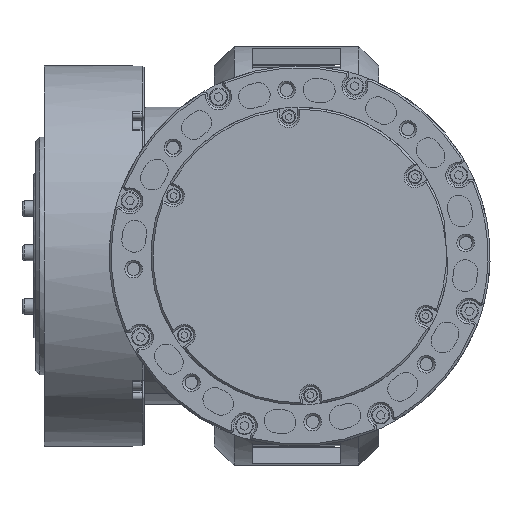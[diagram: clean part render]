
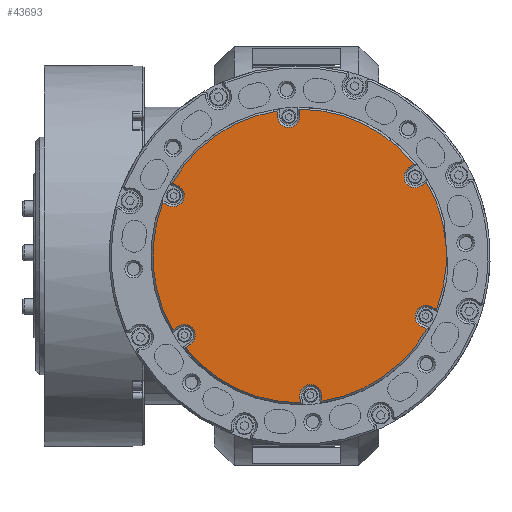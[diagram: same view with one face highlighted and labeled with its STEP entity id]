
A CAD part, front view. The second image highlights one B-rep face of the part: STEP entity #43693.
In plain terms, the highlighted planar face has unit normal (0, -1, 0).
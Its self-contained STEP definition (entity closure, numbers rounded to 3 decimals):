
#43464=CARTESIAN_POINT('',(87.116,-94.2,-2.942));
#43465=DIRECTION('',(0.,-1.,-0.));
#43466=DIRECTION('',(-0.078,-0.,0.997));
#43467=AXIS2_PLACEMENT_3D('',#43464,#43465,#43466);
#43468=PLANE('',#43467);
#43469=CARTESIAN_POINT('',(87.614,-94.2,-2.903));
#43470=VERTEX_POINT('',#43469);
#43471=CARTESIAN_POINT('',(90.013,-94.2,13.403));
#43472=VERTEX_POINT('',#43471);
#43473=CARTESIAN_POINT('',(124.5,-94.2,0.));
#43474=DIRECTION('',(-0.,1.,0.));
#43475=DIRECTION('',(-0.997,-0.,-0.078));
#43476=AXIS2_PLACEMENT_3D('',#43473,#43474,#43475);
#43477=CIRCLE('',#43476,37.);
#43478=EDGE_CURVE('',#43470,#43472,#43477,.T.);
#43479=ORIENTED_EDGE('',*,*,#43478,.F.);
#43480=CARTESIAN_POINT('',(92.534,-94.2,-18.633));
#43481=VERTEX_POINT('',#43480);
#43482=CARTESIAN_POINT('',(124.5,-94.2,0.));
#43483=DIRECTION('',(-0.,1.,0.));
#43484=DIRECTION('',(-0.997,-0.,-0.078));
#43485=AXIS2_PLACEMENT_3D('',#43482,#43483,#43484);
#43486=CIRCLE('',#43485,37.);
#43487=EDGE_CURVE('',#43481,#43470,#43486,.T.);
#43488=ORIENTED_EDGE('',*,*,#43487,.F.);
#43489=CARTESIAN_POINT('',(93.892,-94.2,-17.699));
#43490=VERTEX_POINT('',#43489);
#43491=CARTESIAN_POINT('',(93.892,-94.2,-17.699));
#43492=DIRECTION('',(-0.824,0.,-0.566));
#43493=VECTOR('',#43492,1.648);
#43494=LINE('',#43491,#43493);
#43495=EDGE_CURVE('',#43490,#43481,#43494,.T.);
#43496=ORIENTED_EDGE('',*,*,#43495,.F.);
#43497=CARTESIAN_POINT('',(97.007,-94.2,-22.232));
#43498=VERTEX_POINT('',#43497);
#43499=CARTESIAN_POINT('',(95.45,-94.2,-19.966));
#43500=DIRECTION('',(-0.,-1.,-0.));
#43501=DIRECTION('',(-0.078,-0.,0.997));
#43502=AXIS2_PLACEMENT_3D('',#43499,#43500,#43501);
#43503=CIRCLE('',#43502,2.75);
#43504=EDGE_CURVE('',#43498,#43490,#43503,.T.);
#43505=ORIENTED_EDGE('',*,*,#43504,.F.);
#43506=CARTESIAN_POINT('',(95.649,-94.2,-23.165));
#43507=VERTEX_POINT('',#43506);
#43508=CARTESIAN_POINT('',(95.649,-94.2,-23.165));
#43509=DIRECTION('',(0.824,0.,0.566));
#43510=VECTOR('',#43509,1.648);
#43511=LINE('',#43508,#43510);
#43512=EDGE_CURVE('',#43507,#43498,#43511,.T.);
#43513=ORIENTED_EDGE('',*,*,#43512,.F.);
#43514=CARTESIAN_POINT('',(124.653,-94.2,-37.));
#43515=VERTEX_POINT('',#43514);
#43516=CARTESIAN_POINT('',(124.5,-94.2,0.));
#43517=DIRECTION('',(-0.,1.,0.));
#43518=DIRECTION('',(-0.997,-0.,-0.078));
#43519=AXIS2_PLACEMENT_3D('',#43516,#43517,#43518);
#43520=CIRCLE('',#43519,37.);
#43521=EDGE_CURVE('',#43515,#43507,#43520,.T.);
#43522=ORIENTED_EDGE('',*,*,#43521,.F.);
#43523=CARTESIAN_POINT('',(124.524,-94.2,-35.357));
#43524=VERTEX_POINT('',#43523);
#43525=CARTESIAN_POINT('',(124.524,-94.2,-35.357));
#43526=DIRECTION('',(0.078,-0.,-0.997));
#43527=VECTOR('',#43526,1.648);
#43528=LINE('',#43525,#43527);
#43529=EDGE_CURVE('',#43524,#43515,#43528,.T.);
#43530=ORIENTED_EDGE('',*,*,#43529,.F.);
#43531=CARTESIAN_POINT('',(130.007,-94.2,-34.926));
#43532=VERTEX_POINT('',#43531);
#43533=CARTESIAN_POINT('',(127.266,-94.2,-35.141));
#43534=DIRECTION('',(0.,-1.,-0.));
#43535=DIRECTION('',(0.997,0.,0.078));
#43536=AXIS2_PLACEMENT_3D('',#43533,#43534,#43535);
#43537=CIRCLE('',#43536,2.75);
#43538=EDGE_CURVE('',#43532,#43524,#43537,.T.);
#43539=ORIENTED_EDGE('',*,*,#43538,.F.);
#43540=CARTESIAN_POINT('',(130.136,-94.2,-36.568));
#43541=VERTEX_POINT('',#43540);
#43542=CARTESIAN_POINT('',(130.136,-94.2,-36.568));
#43543=DIRECTION('',(-0.078,-0.,0.997));
#43544=VECTOR('',#43543,1.648);
#43545=LINE('',#43542,#43544);
#43546=EDGE_CURVE('',#43541,#43532,#43545,.T.);
#43547=ORIENTED_EDGE('',*,*,#43546,.F.);
#43548=CARTESIAN_POINT('',(156.619,-94.2,-18.367));
#43549=VERTEX_POINT('',#43548);
#43550=CARTESIAN_POINT('',(124.5,-94.2,0.));
#43551=DIRECTION('',(-0.,1.,0.));
#43552=DIRECTION('',(-0.997,-0.,-0.078));
#43553=AXIS2_PLACEMENT_3D('',#43550,#43551,#43552);
#43554=CIRCLE('',#43553,37.);
#43555=EDGE_CURVE('',#43549,#43541,#43554,.T.);
#43556=ORIENTED_EDGE('',*,*,#43555,.F.);
#43557=CARTESIAN_POINT('',(155.132,-94.2,-17.658));
#43558=VERTEX_POINT('',#43557);
#43559=CARTESIAN_POINT('',(155.132,-94.2,-17.658));
#43560=DIRECTION('',(0.903,0.,-0.431));
#43561=VECTOR('',#43560,1.648);
#43562=LINE('',#43559,#43561);
#43563=EDGE_CURVE('',#43558,#43549,#43562,.T.);
#43564=ORIENTED_EDGE('',*,*,#43563,.F.);
#43565=CARTESIAN_POINT('',(157.5,-94.2,-12.693));
#43566=VERTEX_POINT('',#43565);
#43567=CARTESIAN_POINT('',(156.316,-94.2,-15.176));
#43568=DIRECTION('',(-0.,-1.,-0.));
#43569=DIRECTION('',(-0.078,-0.,0.997));
#43570=AXIS2_PLACEMENT_3D('',#43567,#43568,#43569);
#43571=CIRCLE('',#43570,2.75);
#43572=EDGE_CURVE('',#43566,#43558,#43571,.T.);
#43573=ORIENTED_EDGE('',*,*,#43572,.F.);
#43574=CARTESIAN_POINT('',(158.987,-94.2,-13.403));
#43575=VERTEX_POINT('',#43574);
#43576=CARTESIAN_POINT('',(158.987,-94.2,-13.403));
#43577=DIRECTION('',(-0.903,0.,0.431));
#43578=VECTOR('',#43577,1.648);
#43579=LINE('',#43576,#43578);
#43580=EDGE_CURVE('',#43575,#43566,#43579,.T.);
#43581=ORIENTED_EDGE('',*,*,#43580,.F.);
#43582=CARTESIAN_POINT('',(161.386,-94.2,2.903));
#43583=VERTEX_POINT('',#43582);
#43584=CARTESIAN_POINT('',(124.5,-94.2,0.));
#43585=DIRECTION('',(-0.,1.,0.));
#43586=DIRECTION('',(-0.997,-0.,-0.078));
#43587=AXIS2_PLACEMENT_3D('',#43584,#43585,#43586);
#43588=CIRCLE('',#43587,37.);
#43589=EDGE_CURVE('',#43583,#43575,#43588,.T.);
#43590=ORIENTED_EDGE('',*,*,#43589,.F.);
#43591=CARTESIAN_POINT('',(156.466,-94.2,18.633));
#43592=VERTEX_POINT('',#43591);
#43593=CARTESIAN_POINT('',(124.5,-94.2,0.));
#43594=DIRECTION('',(-0.,1.,0.));
#43595=DIRECTION('',(-0.997,-0.,-0.078));
#43596=AXIS2_PLACEMENT_3D('',#43593,#43594,#43595);
#43597=CIRCLE('',#43596,37.);
#43598=EDGE_CURVE('',#43592,#43583,#43597,.T.);
#43599=ORIENTED_EDGE('',*,*,#43598,.F.);
#43600=CARTESIAN_POINT('',(155.108,-94.2,17.699));
#43601=VERTEX_POINT('',#43600);
#43602=CARTESIAN_POINT('',(155.108,-94.2,17.699));
#43603=DIRECTION('',(0.824,-0.,0.566));
#43604=VECTOR('',#43603,1.648);
#43605=LINE('',#43602,#43604);
#43606=EDGE_CURVE('',#43601,#43592,#43605,.T.);
#43607=ORIENTED_EDGE('',*,*,#43606,.F.);
#43608=CARTESIAN_POINT('',(151.993,-94.2,22.232));
#43609=VERTEX_POINT('',#43608);
#43610=CARTESIAN_POINT('',(153.55,-94.2,19.966));
#43611=DIRECTION('',(-0.,-1.,-0.));
#43612=DIRECTION('',(-0.078,-0.,0.997));
#43613=AXIS2_PLACEMENT_3D('',#43610,#43611,#43612);
#43614=CIRCLE('',#43613,2.75);
#43615=EDGE_CURVE('',#43609,#43601,#43614,.T.);
#43616=ORIENTED_EDGE('',*,*,#43615,.F.);
#43617=CARTESIAN_POINT('',(153.351,-94.2,23.165));
#43618=VERTEX_POINT('',#43617);
#43619=CARTESIAN_POINT('',(153.351,-94.2,23.165));
#43620=DIRECTION('',(-0.824,0.,-0.566));
#43621=VECTOR('',#43620,1.648);
#43622=LINE('',#43619,#43621);
#43623=EDGE_CURVE('',#43618,#43609,#43622,.T.);
#43624=ORIENTED_EDGE('',*,*,#43623,.F.);
#43625=CARTESIAN_POINT('',(124.347,-94.2,37.));
#43626=VERTEX_POINT('',#43625);
#43627=CARTESIAN_POINT('',(124.5,-94.2,0.));
#43628=DIRECTION('',(-0.,1.,0.));
#43629=DIRECTION('',(-0.997,-0.,-0.078));
#43630=AXIS2_PLACEMENT_3D('',#43627,#43628,#43629);
#43631=CIRCLE('',#43630,37.);
#43632=EDGE_CURVE('',#43626,#43618,#43631,.T.);
#43633=ORIENTED_EDGE('',*,*,#43632,.F.);
#43634=CARTESIAN_POINT('',(124.476,-94.2,35.357));
#43635=VERTEX_POINT('',#43634);
#43636=CARTESIAN_POINT('',(124.476,-94.2,35.357));
#43637=DIRECTION('',(-0.078,-0.,0.997));
#43638=VECTOR('',#43637,1.648);
#43639=LINE('',#43636,#43638);
#43640=EDGE_CURVE('',#43635,#43626,#43639,.T.);
#43641=ORIENTED_EDGE('',*,*,#43640,.F.);
#43642=CARTESIAN_POINT('',(118.993,-94.2,34.926));
#43643=VERTEX_POINT('',#43642);
#43644=CARTESIAN_POINT('',(121.734,-94.2,35.141));
#43645=DIRECTION('',(0.,-1.,-0.));
#43646=DIRECTION('',(0.997,0.,0.078));
#43647=AXIS2_PLACEMENT_3D('',#43644,#43645,#43646);
#43648=CIRCLE('',#43647,2.75);
#43649=EDGE_CURVE('',#43643,#43635,#43648,.T.);
#43650=ORIENTED_EDGE('',*,*,#43649,.F.);
#43651=CARTESIAN_POINT('',(118.864,-94.2,36.568));
#43652=VERTEX_POINT('',#43651);
#43653=CARTESIAN_POINT('',(118.864,-94.2,36.568));
#43654=DIRECTION('',(0.078,0.,-0.997));
#43655=VECTOR('',#43654,1.648);
#43656=LINE('',#43653,#43655);
#43657=EDGE_CURVE('',#43652,#43643,#43656,.T.);
#43658=ORIENTED_EDGE('',*,*,#43657,.F.);
#43659=CARTESIAN_POINT('',(92.381,-94.2,18.367));
#43660=VERTEX_POINT('',#43659);
#43661=CARTESIAN_POINT('',(124.5,-94.2,0.));
#43662=DIRECTION('',(-0.,1.,0.));
#43663=DIRECTION('',(-0.997,-0.,-0.078));
#43664=AXIS2_PLACEMENT_3D('',#43661,#43662,#43663);
#43665=CIRCLE('',#43664,37.);
#43666=EDGE_CURVE('',#43660,#43652,#43665,.T.);
#43667=ORIENTED_EDGE('',*,*,#43666,.F.);
#43668=CARTESIAN_POINT('',(93.868,-94.2,17.658));
#43669=VERTEX_POINT('',#43668);
#43670=CARTESIAN_POINT('',(93.868,-94.2,17.658));
#43671=DIRECTION('',(-0.903,0.,0.431));
#43672=VECTOR('',#43671,1.648);
#43673=LINE('',#43670,#43672);
#43674=EDGE_CURVE('',#43669,#43660,#43673,.T.);
#43675=ORIENTED_EDGE('',*,*,#43674,.F.);
#43676=CARTESIAN_POINT('',(91.5,-94.2,12.693));
#43677=VERTEX_POINT('',#43676);
#43678=CARTESIAN_POINT('',(92.684,-94.2,15.176));
#43679=DIRECTION('',(-0.,-1.,-0.));
#43680=DIRECTION('',(-0.078,-0.,0.997));
#43681=AXIS2_PLACEMENT_3D('',#43678,#43679,#43680);
#43682=CIRCLE('',#43681,2.75);
#43683=EDGE_CURVE('',#43677,#43669,#43682,.T.);
#43684=ORIENTED_EDGE('',*,*,#43683,.F.);
#43685=CARTESIAN_POINT('',(90.013,-94.2,13.403));
#43686=DIRECTION('',(0.903,0.,-0.431));
#43687=VECTOR('',#43686,1.648);
#43688=LINE('',#43685,#43687);
#43689=EDGE_CURVE('',#43472,#43677,#43688,.T.);
#43690=ORIENTED_EDGE('',*,*,#43689,.F.);
#43691=EDGE_LOOP('',(#43479,#43488,#43496,#43505,#43513,#43522,#43530,#43539,#43547,#43556,#43564,#43573,#43581,#43590,#43599,#43607,#43616,#43624,#43633,#43641,#43650,#43658,#43667,#43675,#43684,#43690));
#43692=FACE_BOUND('',#43691,.T.);
#43693=ADVANCED_FACE('',(#43692),#43468,.T.);
